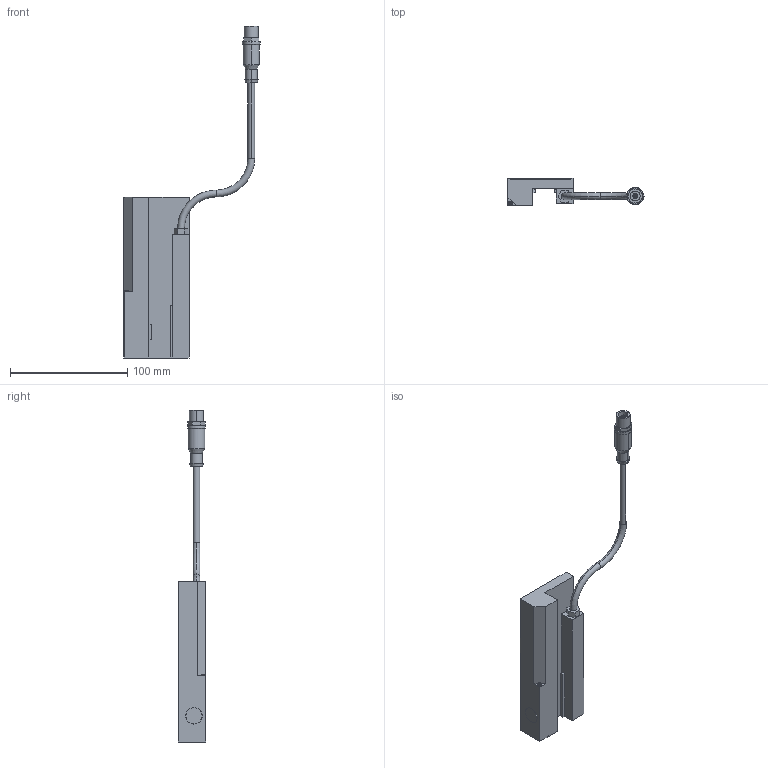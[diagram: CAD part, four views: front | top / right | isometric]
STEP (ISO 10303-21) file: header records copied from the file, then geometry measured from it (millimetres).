
FILE_DESCRIPTION( ( '' ), '1' );
FILE_NAME( 'LKE2003BS1---.stp', '2020-04-16T09:52:41', ( '' ), ( '' ), ' ', ' ', ' ' );
FILE_SCHEMA( ( 'automotive_design' ) );
Length unit declared in the file: millimetre
Products named in the file (1): 1
Bounding box: 116.1 x 23.7 x 283.3 mm (x, y, z)
Volume: 137241.4 mm3; surface area: 34683.8 mm2
Topology: 1 solids, 1 shells, 379 faces, 945 edges, 620 vertices
Faces by surface type: cylinder 204, plane 155, cone 16, torus 4
Entity records: 22330 total; most frequent: DIRECTION 2155, STYLED_ITEM 1945, PRESENTATION_STYLE_ASSIGNMENT 1945, CARTESIAN_POINT 1945, COLOUR_RGB 1945, ORIENTED_EDGE 1890, EDGE_CURVE 945, CURVE_STYLE 945
